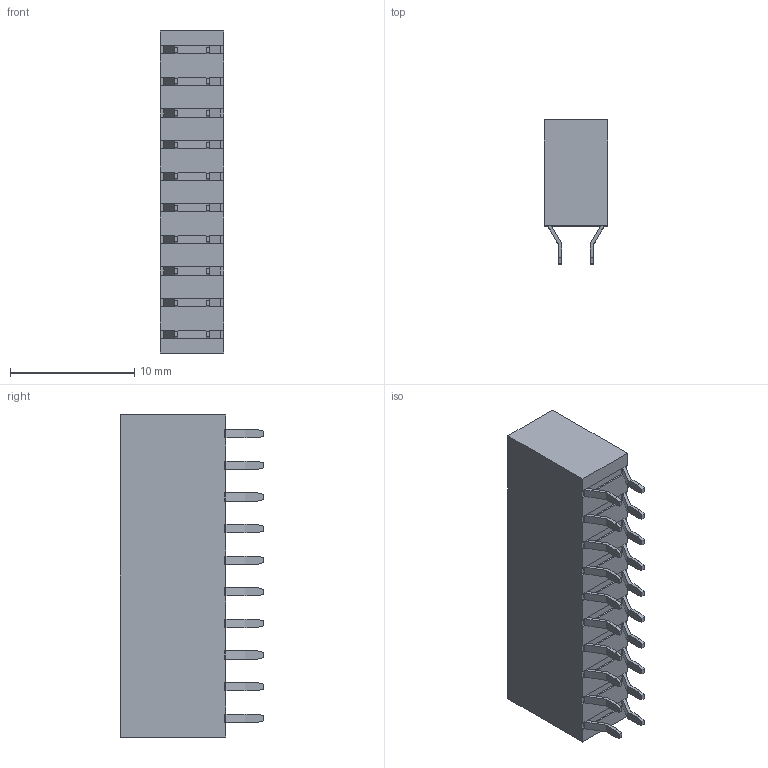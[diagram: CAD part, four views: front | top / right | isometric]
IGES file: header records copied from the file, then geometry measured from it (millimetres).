
Start section: SolidWorks IGES file using analytic representation for surfaces
Global section: file name: TBCSS-1 Double Top Entry.IGS; native system: SolidWorks 2014; preprocessor: SolidWorks 2014; author: ewilson; date: 140805.140517; units: inch
Bounding box: 5.08 x 11.56 x 25.88 mm (x, y, z)
Surface area: 1318.8 mm2 (no closed solid volume)
Topology: 0 solids, 0 shells, 506 faces, 2504 edges, 2504 vertices
Faces by surface type: bspline 506
